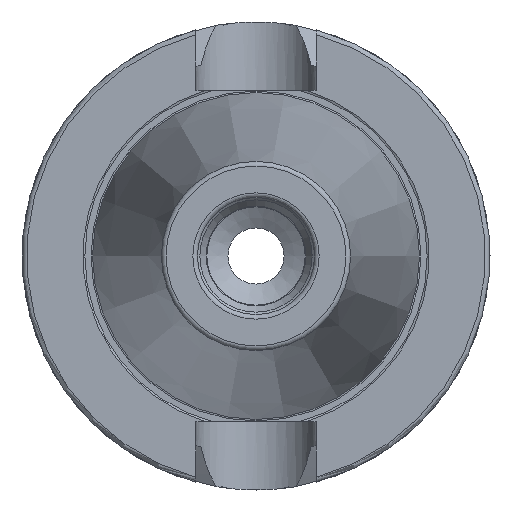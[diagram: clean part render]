
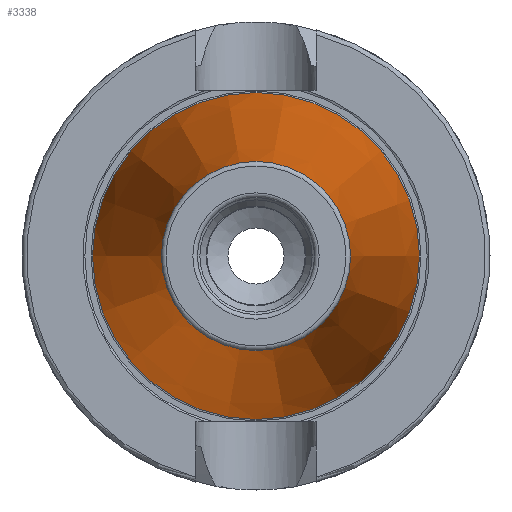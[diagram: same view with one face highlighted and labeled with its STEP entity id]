
A CAD part, left-side view. The second image highlights one B-rep face of the part: STEP entity #3338.
In plain terms, the highlighted conical face has half-angle 8.297 degrees and reference radius 27.564 mm.
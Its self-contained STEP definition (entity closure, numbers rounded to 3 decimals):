
#3304=CARTESIAN_POINT('',(-100.944,20.204,0.0));
#3305=VERTEX_POINT('',#3304);
#3306=CARTESIAN_POINT('',(-100.944,0.,0.0));
#3307=DIRECTION('',(1.0,0.0,0.0));
#3308=DIRECTION('',(0.0,1.0,0.0));
#3309=AXIS2_PLACEMENT_3D('',#3306,#3307,#3308);
#3310=CIRCLE('',#3309,20.204);
#3311=EDGE_CURVE('',#3305,#3305,#3310,.T.);
#3319=CARTESIAN_POINT('',(-50.472,0.,0.0));
#3320=DIRECTION('',(1.0,0.0,0.0));
#3321=DIRECTION('',(0.0,1.0,0.0));
#3322=AXIS2_PLACEMENT_3D('',#3319,#3320,#3321);
#3323=CONICAL_SURFACE('',#3322,27.564,8.297);
#3324=CARTESIAN_POINT('',(0.0,34.925,0.0));
#3325=VERTEX_POINT('',#3324);
#3326=CARTESIAN_POINT('',(0.0,0.,0.0));
#3327=DIRECTION('',(1.0,0.0,0.0));
#3328=DIRECTION('',(0.0,1.0,0.0));
#3329=AXIS2_PLACEMENT_3D('',#3326,#3327,#3328);
#3330=CIRCLE('',#3329,34.925);
#3331=EDGE_CURVE('',#3325,#3325,#3330,.T.);
#3332=ORIENTED_EDGE('',*,*,#3331,.F.);
#3333=EDGE_LOOP('',(#3332));
#3334=FACE_OUTER_BOUND('',#3333,.T.);
#3335=ORIENTED_EDGE('',*,*,#3311,.T.);
#3336=EDGE_LOOP('',(#3335));
#3337=FACE_BOUND('',#3336,.T.);
#3338=ADVANCED_FACE('',(#3334,#3337),#3323,.T.);
